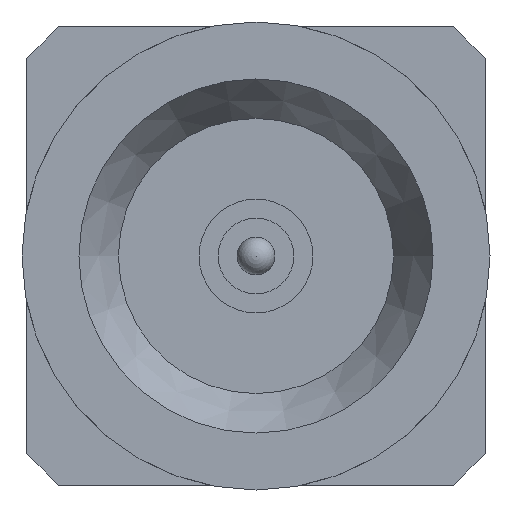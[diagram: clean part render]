
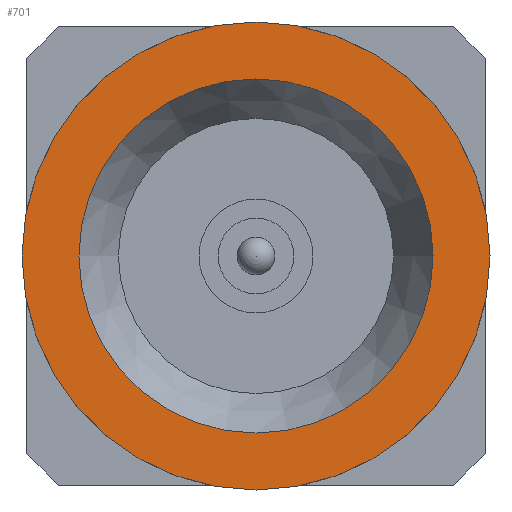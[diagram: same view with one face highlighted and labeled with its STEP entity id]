
A CAD part, left-side view. The second image highlights one B-rep face of the part: STEP entity #701.
In plain terms, the highlighted planar face has unit normal (-1, 0, 0).
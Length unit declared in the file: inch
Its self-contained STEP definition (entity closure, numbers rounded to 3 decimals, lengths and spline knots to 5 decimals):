
#24=PLANE('',#774);
#145=ORIENTED_EDGE('',*,*,#313,.F.);
#146=ORIENTED_EDGE('',*,*,#314,.T.);
#313=EDGE_CURVE('',#397,#397,#459,.T.);
#314=EDGE_CURVE('',#398,#398,#460,.T.);
#397=VERTEX_POINT('',#1131);
#398=VERTEX_POINT('',#1133);
#459=CIRCLE('',#775,0.074);
#460=CIRCLE('',#776,0.056);
#500=EDGE_LOOP('',(#145));
#501=EDGE_LOOP('',(#146));
#590=FACE_BOUND('',#500,.T.);
#591=FACE_BOUND('',#501,.T.);
#701=ADVANCED_FACE('',(#590,#591),#24,.F.);
#774=AXIS2_PLACEMENT_3D('',#1129,#889,#890);
#775=AXIS2_PLACEMENT_3D('',#1130,#891,#892);
#776=AXIS2_PLACEMENT_3D('',#1132,#893,#894);
#889=DIRECTION('',(1.,0.,0.));
#890=DIRECTION('',(0.,0.,-1.));
#891=DIRECTION('',(1.,0.,0.));
#892=DIRECTION('',(0.,0.,-1.));
#893=DIRECTION('',(1.,0.,0.));
#894=DIRECTION('',(0.,1.,0.));
#1129=CARTESIAN_POINT('',(0.,0.,0.));
#1130=CARTESIAN_POINT('',(0.,0.,0.));
#1131=CARTESIAN_POINT('',(0.,0.,-0.074));
#1132=CARTESIAN_POINT('',(0.,0.,0.));
#1133=CARTESIAN_POINT('',(0.,0.056,0.));
